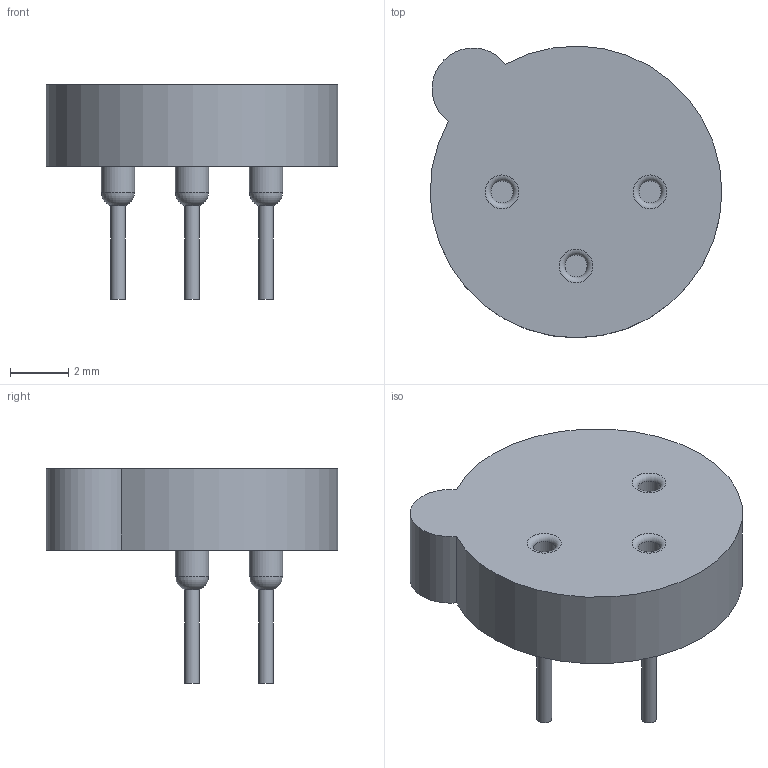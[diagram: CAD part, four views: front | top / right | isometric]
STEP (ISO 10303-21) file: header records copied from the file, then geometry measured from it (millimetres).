
FILE_DESCRIPTION(/* description */ ('STEP AP242','CAx-IF Rec.Pracs.---Representation and Presentation of Product Manufacturing Information (PMI)---4.0---2014-10-13','CAx-IF Rec.Pracs.---3D Tessellated Geometry---0.4---2014-09-14','2;1'),/* implementation_level */ '2;1');
FILE_NAME(/* name */ '642c7489ead2cf6d2af0c427',/* time_stamp */ '2023-04-04T19:03:38+00:00',/* author */ (''),/* organization */ (''),/* preprocessor_version */ 'ST-DEVELOPER v18.102',/* originating_system */ ' ',/* authorisation */ ' ');
FILE_SCHEMA (('AP242_MANAGED_MODEL_BASED_3D_ENGINEERING_MIM_LF { 1 0 10303 442 1 1 4 }'));
Length unit declared in the file: metre
Products named in the file (1): TO-5 socket
Bounding box: 10.01 x 10.01 x 7.37 mm (x, y, z)
Volume: 231.6 mm3; surface area: 300.1 mm2
Topology: 1 solids, 1 shells, 25 faces, 42 edges, 25 vertices
Faces by surface type: cylinder 11, plane 8, torus 6
Full cylindrical faces by diameter (mm): 0.508 x3, 0.762 x3, 1.143 x3
Entity records: 714 total; most frequent: DIRECTION 104, CARTESIAN_POINT 78, ORIENTED_EDGE 54, AXIS2_PLACEMENT_3D 51, EDGE_LOOP 46, FACE_BOUND 46, EDGE_CURVE 27, PRESENTATION_STYLE_ASSIGNMENT 26
